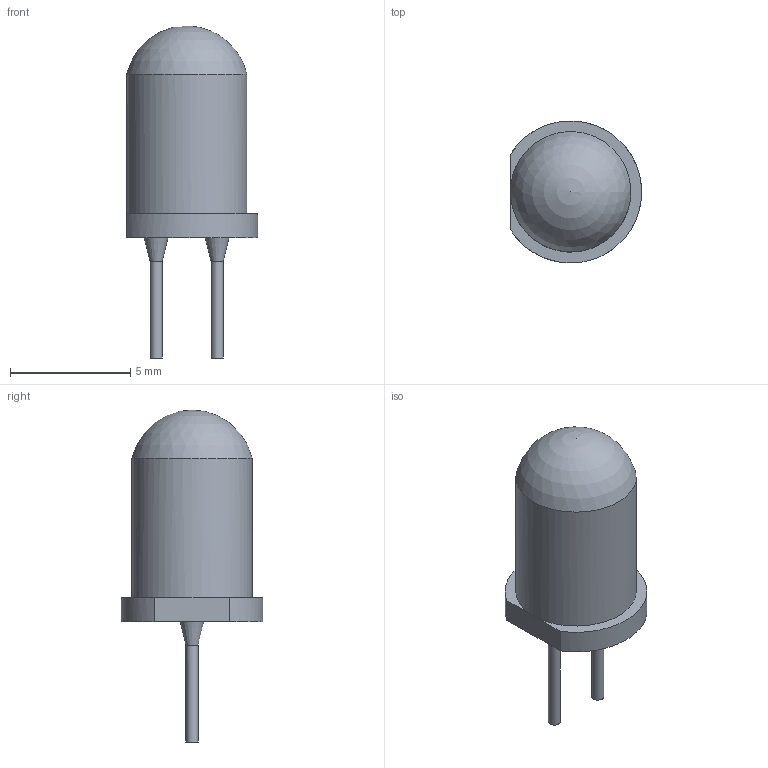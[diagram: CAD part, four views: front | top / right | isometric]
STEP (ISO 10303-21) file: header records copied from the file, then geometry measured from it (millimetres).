
FILE_DESCRIPTION( ( '' ), ' ' );
FILE_NAME( '5bfef0750bc0de150e5e87ba.step', '2018-11-28T19:45:57', ( '' ), ( '' ), ' ', ' ', ' ' );
FILE_SCHEMA( ( 'AUTOMOTIVE_DESIGN { 1 0 10303 214 1 1 1 1 }' ) );
Length unit declared in the file: metre
Products named in the file (2): Surface 1; Part 1
Bounding box: 5.45 x 5.9 x 13.8 mm (x, y, z)
Volume: 28.9 mm3; surface area: 210.7 mm2
Topology: 1 solids, 3 shells, 12 faces, 27 edges, 19 vertices
Faces by surface type: plane 5, cylinder 4, cone 2, sphere 1
Full cylindrical faces by diameter (mm): 0.5 x2, 5 x1
Entity records: 659 total; most frequent: CARTESIAN_POINT 333, ORIENTED_EDGE 35, DIRECTION 28, EDGE_CURVE 20, B_SPLINE_CURVE_WITH_KNOTS 20, EDGE_LOOP 19, VERTEX_POINT 19, AXIS2_PLACEMENT_3D 14
